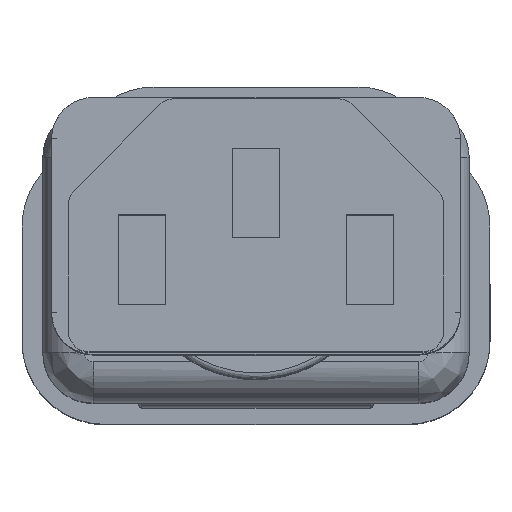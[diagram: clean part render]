
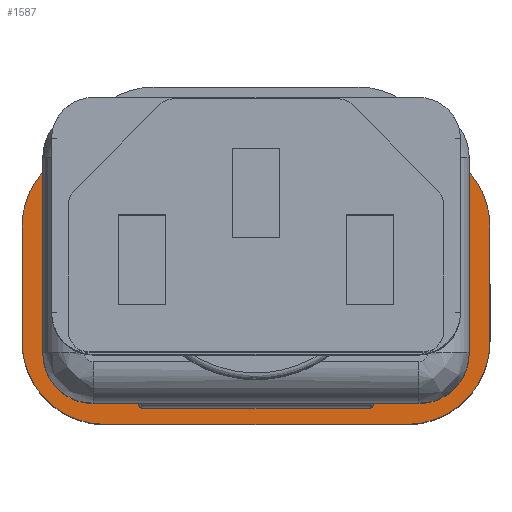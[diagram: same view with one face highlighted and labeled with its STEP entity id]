
A CAD part, top view. The second image highlights one B-rep face of the part: STEP entity #1587.
In plain terms, the highlighted planar face has unit normal (0, 0, 1).
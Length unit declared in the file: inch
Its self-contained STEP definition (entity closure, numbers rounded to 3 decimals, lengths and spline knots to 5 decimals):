
#70 = CARTESIAN_POINT ( 'NONE',  ( 0.564, -0.26, -9.755 ) ) ;
#91 = PLANE ( 'NONE',  #5077 ) ;
#147 = CARTESIAN_POINT ( 'NONE',  ( 0.2825, 0.153, -9.755 ) ) ;
#374 = ORIENTED_EDGE ( 'NONE', *, *, #476, .F. ) ;
#403 = CIRCLE ( 'NONE', #2068, 0.2 ) ;
#476 = EDGE_CURVE ( 'NONE', #11374, #7148, #512, .T. ) ;
#512 = LINE ( 'NONE', #147, #10342 ) ;
#545 = DIRECTION ( 'NONE',  ( 0., 0., -1. ) ) ;
#568 = DIRECTION ( 'NONE',  ( 0., 0., 1. ) ) ;
#633 = ORIENTED_EDGE ( 'NONE', *, *, #6165, .F. ) ;
#662 = EDGE_CURVE ( 'NONE', #10483, #3150, #9901, .T. ) ;
#713 = ORIENTED_EDGE ( 'NONE', *, *, #6147, .T. ) ;
#852 = VERTEX_POINT ( 'NONE', #2621 ) ;
#981 = EDGE_CURVE ( 'NONE', #10806, #6203, #3192, .T. ) ;
#1166 = VECTOR ( 'NONE', #5597, 39.37008 ) ;
#1311 = ORIENTED_EDGE ( 'NONE', *, *, #8576, .F. ) ;
#1369 = DIRECTION ( 'NONE',  ( -1., 0., 0. ) ) ;
#1396 = VERTEX_POINT ( 'NONE', #8204 ) ;
#1466 = VECTOR ( 'NONE', #6563, 39.37008 ) ;
#1491 = ORIENTED_EDGE ( 'NONE', *, *, #981, .F. ) ;
#1587 = ADVANCED_FACE ( 'NONE', ( #11442 ), #91, .F. ) ;
#1634 = ORIENTED_EDGE ( 'NONE', *, *, #5699, .F. ) ;
#1709 = CIRCLE ( 'NONE', #10236, 0.12116 ) ;
#1729 = ORIENTED_EDGE ( 'NONE', *, *, #4575, .T. ) ;
#2068 = AXIS2_PLACEMENT_3D ( 'NONE', #8072, #545, #2368 ) ;
#2110 = CIRCLE ( 'NONE', #3521, 0.2 ) ;
#2143 = DIRECTION ( 'NONE',  ( 1., 0., 0. ) ) ;
#2160 = CARTESIAN_POINT ( 'NONE',  ( -0.51555, 0.14626, -9.755 ) ) ;
#2323 = LINE ( 'NONE', #11218, #4268 ) ;
#2368 = DIRECTION ( 'NONE',  ( -1., 0., 0. ) ) ;
#2404 = CARTESIAN_POINT ( 'NONE',  ( -0.39284, -0.41, -9.755 ) ) ;
#2501 = DIRECTION ( 'NONE',  ( 0., -1., 0. ) ) ;
#2561 = CARTESIAN_POINT ( 'NONE',  ( -0.39284, -0.28884, -9.755 ) ) ;
#2619 = CARTESIAN_POINT ( 'NONE',  ( 0.514, 0.18184, -9.755 ) ) ;
#2621 = CARTESIAN_POINT ( 'NONE',  ( -0.364, -0.46, -9.755 ) ) ;
#2844 = CARTESIAN_POINT ( 'NONE',  ( -0.2458, 0.153, -9.755 ) ) ;
#2881 = ORIENTED_EDGE ( 'NONE', *, *, #9205, .F. ) ;
#2939 = VECTOR ( 'NONE', #3961, 39.37008 ) ;
#2966 = VECTOR ( 'NONE', #8474, 39.37008 ) ;
#3022 = ORIENTED_EDGE ( 'NONE', *, *, #11015, .F. ) ;
#3150 = VERTEX_POINT ( 'NONE', #6916 ) ;
#3192 = CIRCLE ( 'NONE', #6687, 0.2 ) ;
#3274 = EDGE_CURVE ( 'NONE', #11480, #3856, #7720, .T. ) ;
#3392 = EDGE_CURVE ( 'NONE', #11381, #12176, #5754, .T. ) ;
#3521 = AXIS2_PLACEMENT_3D ( 'NONE', #4719, #6663, #6574 ) ;
#3683 = CARTESIAN_POINT ( 'NONE',  ( -0.564, 0.153, -9.755 ) ) ;
#3720 = AXIS2_PLACEMENT_3D ( 'NONE', #10127, #11978, #7272 ) ;
#3835 = DIRECTION ( 'NONE',  ( 0., 0., -1. ) ) ;
#3856 = VERTEX_POINT ( 'NONE', #10489 ) ;
#3933 = VECTOR ( 'NONE', #8504, 39.37008 ) ;
#3961 = DIRECTION ( 'NONE',  ( -0.653, 0.758, 0. ) ) ;
#4039 = EDGE_CURVE ( 'NONE', #6126, #10161, #6611, .T. ) ;
#4066 = CARTESIAN_POINT ( 'NONE',  ( -0.39734, 0.28351, -9.755 ) ) ;
#4101 = CARTESIAN_POINT ( 'NONE',  ( 0.51555, 0.14626, -9.755 ) ) ;
#4177 = VERTEX_POINT ( 'NONE', #12042 ) ;
#4268 = VECTOR ( 'NONE', #5537, 39.37008 ) ;
#4407 = VERTEX_POINT ( 'NONE', #7724 ) ;
#4575 = EDGE_CURVE ( 'NONE', #4177, #12176, #8378, .T. ) ;
#4719 = CARTESIAN_POINT ( 'NONE',  ( -0.364, 0.01575, -9.755 ) ) ;
#4761 = ORIENTED_EDGE ( 'NONE', *, *, #9811, .T. ) ;
#4869 = DIRECTION ( 'NONE',  ( -0.653, -0.758, 0. ) ) ;
#4883 = DIRECTION ( 'NONE',  ( 0., -1., 0. ) ) ;
#5077 = AXIS2_PLACEMENT_3D ( 'NONE', #2844, #3835, #9587 ) ;
#5152 = EDGE_CURVE ( 'NONE', #6576, #6124, #2110, .T. ) ;
#5171 = ORIENTED_EDGE ( 'NONE', *, *, #662, .F. ) ;
#5251 = ORIENTED_EDGE ( 'NONE', *, *, #7727, .T. ) ;
#5324 = LINE ( 'NONE', #3683, #7266 ) ;
#5537 = DIRECTION ( 'NONE',  ( -1., 0., 0. ) ) ;
#5539 = VECTOR ( 'NONE', #2501, 39.37008 ) ;
#5555 = CARTESIAN_POINT ( 'NONE',  ( -0.2825, 0.153, -9.755 ) ) ;
#5597 = DIRECTION ( 'NONE',  ( 0., 1., 0. ) ) ;
#5699 = EDGE_CURVE ( 'NONE', #3856, #11374, #12018, .T. ) ;
#5745 = CARTESIAN_POINT ( 'NONE',  ( 0.514, -0.28884, -9.755 ) ) ;
#5754 = CIRCLE ( 'NONE', #7380, 0.12116 ) ;
#6071 = LINE ( 'NONE', #8722, #2939 ) ;
#6124 = VERTEX_POINT ( 'NONE', #2160 ) ;
#6126 = VERTEX_POINT ( 'NONE', #11570 ) ;
#6147 = EDGE_CURVE ( 'NONE', #11480, #1396, #11569, .T. ) ;
#6165 = EDGE_CURVE ( 'NONE', #4407, #6576, #5324, .T. ) ;
#6203 = VERTEX_POINT ( 'NONE', #10281 ) ;
#6524 = CARTESIAN_POINT ( 'NONE',  ( 0.564, 0.153, -9.755 ) ) ;
#6563 = DIRECTION ( 'NONE',  ( -1., 0., 0. ) ) ;
#6574 = DIRECTION ( 'NONE',  ( -1., 0., 0. ) ) ;
#6576 = VERTEX_POINT ( 'NONE', #9035 ) ;
#6611 = LINE ( 'NONE', #7696, #3933 ) ;
#6663 = DIRECTION ( 'NONE',  ( 0., 0., -1. ) ) ;
#6687 = AXIS2_PLACEMENT_3D ( 'NONE', #7226, #10971, #1369 ) ;
#6899 = CARTESIAN_POINT ( 'NONE',  ( 0.2825, -0.408, -9.755 ) ) ;
#6916 = CARTESIAN_POINT ( 'NONE',  ( 0.564, 0.01575, -9.755 ) ) ;
#6977 = CARTESIAN_POINT ( 'NONE',  ( 0.39284, -0.41, -9.755 ) ) ;
#7044 = ORIENTED_EDGE ( 'NONE', *, *, #12242, .F. ) ;
#7120 = CARTESIAN_POINT ( 'NONE',  ( 0.2825, -0.41, -9.755 ) ) ;
#7148 = VERTEX_POINT ( 'NONE', #7120 ) ;
#7226 = CARTESIAN_POINT ( 'NONE',  ( 0.364, -0.26, -9.755 ) ) ;
#7266 = VECTOR ( 'NONE', #12082, 39.37008 ) ;
#7272 = DIRECTION ( 'NONE',  ( -1., 0., 0. ) ) ;
#7380 = AXIS2_PLACEMENT_3D ( 'NONE', #11298, #10470, #7508 ) ;
#7508 = DIRECTION ( 'NONE',  ( -1., 0., 0. ) ) ;
#7696 = CARTESIAN_POINT ( 'NONE',  ( -0.514, 0.153, -9.755 ) ) ;
#7720 = LINE ( 'NONE', #5555, #1166 ) ;
#7724 = CARTESIAN_POINT ( 'NONE',  ( -0.564, -0.26, -9.755 ) ) ;
#7727 = EDGE_CURVE ( 'NONE', #6126, #6124, #7966, .T. ) ;
#7966 = LINE ( 'NONE', #4066, #10625 ) ;
#8072 = CARTESIAN_POINT ( 'NONE',  ( -0.364, -0.26, -9.755 ) ) ;
#8146 = ORIENTED_EDGE ( 'NONE', *, *, #3392, .F. ) ;
#8204 = CARTESIAN_POINT ( 'NONE',  ( -0.39284, -0.41, -9.755 ) ) ;
#8281 = CARTESIAN_POINT ( 'NONE',  ( -0.2825, -0.41, -9.755 ) ) ;
#8378 = LINE ( 'NONE', #2619, #5539 ) ;
#8474 = DIRECTION ( 'NONE',  ( 0., -1., 0. ) ) ;
#8504 = DIRECTION ( 'NONE',  ( 0., -1., 0. ) ) ;
#8576 = EDGE_CURVE ( 'NONE', #3150, #10806, #11710, .T. ) ;
#8621 = VECTOR ( 'NONE', #2143, 39.37008 ) ;
#8675 = VECTOR ( 'NONE', #10658, 39.37008 ) ;
#8700 = CARTESIAN_POINT ( 'NONE',  ( -0.2458, -0.408, -9.755 ) ) ;
#8722 = CARTESIAN_POINT ( 'NONE',  ( 0.51555, 0.14626, -9.755 ) ) ;
#8739 = CARTESIAN_POINT ( 'NONE',  ( -0.2458, -0.46, -9.755 ) ) ;
#8861 = ORIENTED_EDGE ( 'NONE', *, *, #9436, .T. ) ;
#8899 = ORIENTED_EDGE ( 'NONE', *, *, #5152, .F. ) ;
#8973 = LINE ( 'NONE', #8739, #8675 ) ;
#9035 = CARTESIAN_POINT ( 'NONE',  ( -0.564, 0.01575, -9.755 ) ) ;
#9197 = DIRECTION ( 'NONE',  ( -1., 0., 0. ) ) ;
#9205 = EDGE_CURVE ( 'NONE', #852, #4407, #403, .T. ) ;
#9278 = ORIENTED_EDGE ( 'NONE', *, *, #4039, .F. ) ;
#9436 = EDGE_CURVE ( 'NONE', #10483, #4177, #6071, .T. ) ;
#9587 = DIRECTION ( 'NONE',  ( -1., 0., 0. ) ) ;
#9811 = EDGE_CURVE ( 'NONE', #11381, #7148, #2323, .T. ) ;
#9887 = ORIENTED_EDGE ( 'NONE', *, *, #3274, .F. ) ;
#9901 = CIRCLE ( 'NONE', #3720, 0.2 ) ;
#10127 = CARTESIAN_POINT ( 'NONE',  ( 0.364, 0.01575, -9.755 ) ) ;
#10161 = VERTEX_POINT ( 'NONE', #11839 ) ;
#10236 = AXIS2_PLACEMENT_3D ( 'NONE', #2561, #568, #9197 ) ;
#10281 = CARTESIAN_POINT ( 'NONE',  ( 0.364, -0.46, -9.755 ) ) ;
#10342 = VECTOR ( 'NONE', #4883, 39.37008 ) ;
#10470 = DIRECTION ( 'NONE',  ( 0., 0., 1. ) ) ;
#10483 = VERTEX_POINT ( 'NONE', #4101 ) ;
#10489 = CARTESIAN_POINT ( 'NONE',  ( -0.2825, -0.408, -9.755 ) ) ;
#10625 = VECTOR ( 'NONE', #4869, 39.37008 ) ;
#10658 = DIRECTION ( 'NONE',  ( -1., 0., 0. ) ) ;
#10806 = VERTEX_POINT ( 'NONE', #70 ) ;
#10842 = EDGE_LOOP ( 'NONE', ( #8146, #4761, #374, #1634, #9887, #713, #3022, #9278, #5251, #8899, #633, #2881, #7044, #1491, #1311, #5171, #8861, #1729 ) ) ;
#10971 = DIRECTION ( 'NONE',  ( 0., 0., -1. ) ) ;
#11015 = EDGE_CURVE ( 'NONE', #10161, #1396, #1709, .T. ) ;
#11218 = CARTESIAN_POINT ( 'NONE',  ( -0.39284, -0.41, -9.755 ) ) ;
#11298 = CARTESIAN_POINT ( 'NONE',  ( 0.39284, -0.28884, -9.755 ) ) ;
#11374 = VERTEX_POINT ( 'NONE', #6899 ) ;
#11381 = VERTEX_POINT ( 'NONE', #6977 ) ;
#11442 = FACE_OUTER_BOUND ( 'NONE', #10842, .T. ) ;
#11480 = VERTEX_POINT ( 'NONE', #8281 ) ;
#11569 = LINE ( 'NONE', #2404, #1466 ) ;
#11570 = CARTESIAN_POINT ( 'NONE',  ( -0.514, 0.14806, -9.755 ) ) ;
#11710 = LINE ( 'NONE', #6524, #2966 ) ;
#11839 = CARTESIAN_POINT ( 'NONE',  ( -0.514, -0.28884, -9.755 ) ) ;
#11978 = DIRECTION ( 'NONE',  ( 0., 0., -1. ) ) ;
#12018 = LINE ( 'NONE', #8700, #8621 ) ;
#12042 = CARTESIAN_POINT ( 'NONE',  ( 0.514, 0.14806, -9.755 ) ) ;
#12082 = DIRECTION ( 'NONE',  ( 0., 1., 0. ) ) ;
#12176 = VERTEX_POINT ( 'NONE', #5745 ) ;
#12242 = EDGE_CURVE ( 'NONE', #6203, #852, #8973, .T. ) ;
